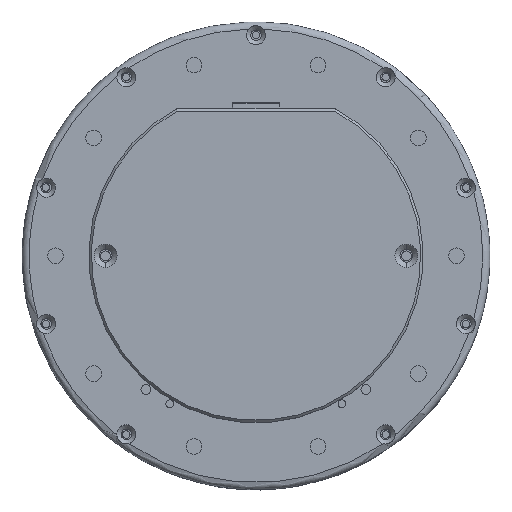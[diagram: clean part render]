
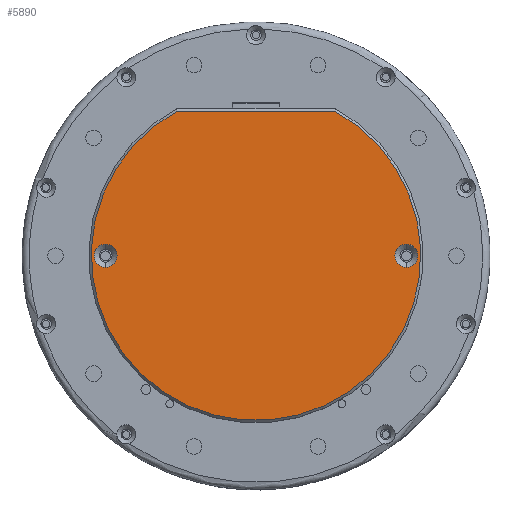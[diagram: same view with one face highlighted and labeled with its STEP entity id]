
A CAD part, top view. The second image highlights one B-rep face of the part: STEP entity #5890.
In plain terms, the highlighted planar face has unit normal (0, 0, 1).
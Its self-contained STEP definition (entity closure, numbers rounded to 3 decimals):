
#4562=PLANE('',#24983);
#5365=FACE_BOUND('',#8626,.T.);
#5366=FACE_BOUND('',#8627,.T.);
#5367=FACE_BOUND('',#8628,.T.);
#5890=ADVANCED_FACE('',(#5365,#5366,#5367),#4562,.F.);
#8626=EDGE_LOOP('',(#12405,#12406));
#8627=EDGE_LOOP('',(#12407,#12408));
#8628=EDGE_LOOP('',(#12409,#12410));
#9919=CIRCLE('',#24926,2.4);
#9921=CIRCLE('',#24929,2.4);
#9944=CIRCLE('',#24976,2.4);
#9945=CIRCLE('',#24978,2.4);
#9946=CIRCLE('',#24981,34.5);
#12405=ORIENTED_EDGE('',*,*,#18448,.T.);
#12406=ORIENTED_EDGE('',*,*,#18446,.T.);
#12407=ORIENTED_EDGE('',*,*,#18520,.T.);
#12408=ORIENTED_EDGE('',*,*,#18519,.T.);
#12409=ORIENTED_EDGE('',*,*,#18516,.F.);
#12410=ORIENTED_EDGE('',*,*,#18514,.F.);
#16428=VERTEX_POINT('',#34585);
#16430=VERTEX_POINT('',#34589);
#16471=VERTEX_POINT('',#34723);
#16472=VERTEX_POINT('',#34725);
#16473=VERTEX_POINT('',#34734);
#16474=VERTEX_POINT('',#34739);
#18446=EDGE_CURVE('',#16428,#16430,#9919,.T.);
#18448=EDGE_CURVE('',#16430,#16428,#9921,.T.);
#18514=EDGE_CURVE('',#16471,#16472,#9944,.T.);
#18516=EDGE_CURVE('',#16472,#16471,#9945,.T.);
#18519=EDGE_CURVE('',#16473,#16474,#20559,.T.);
#18520=EDGE_CURVE('',#16474,#16473,#9946,.T.);
#20559=LINE('',#34740,#22077);
#22077=VECTOR('',#28516,1.);
#24926=AXIS2_PLACEMENT_3D('',#34590,#28364,#28365);
#24929=AXIS2_PLACEMENT_3D('',#34593,#28370,#28371);
#24976=AXIS2_PLACEMENT_3D('',#34724,#28507,#28508);
#24978=AXIS2_PLACEMENT_3D('',#34728,#28512,#28513);
#24981=AXIS2_PLACEMENT_3D('',#34742,#28519,#28520);
#24983=AXIS2_PLACEMENT_3D('',#34744,#28523,#28524);
#28364=DIRECTION('',(0.,0.,-1.));
#28365=DIRECTION('',(-1.,0.,0.));
#28370=DIRECTION('',(0.,0.,-1.));
#28371=DIRECTION('',(-1.,0.,0.));
#28507=DIRECTION('',(0.,0.,1.));
#28508=DIRECTION('',(-1.,0.,0.));
#28512=DIRECTION('',(0.,0.,1.));
#28513=DIRECTION('',(-1.,0.,0.));
#28516=DIRECTION('',(-1.,0.,0.));
#28519=DIRECTION('',(0.,0.,1.));
#28520=DIRECTION('',(-1.,0.,0.));
#28523=DIRECTION('',(0.,0.,-1.));
#28524=DIRECTION('',(0.,-1.,0.));
#34585=CARTESIAN_POINT('',(-31.5,-2.4,41.9));
#34589=CARTESIAN_POINT('',(-31.5,2.4,41.9));
#34590=CARTESIAN_POINT('',(-31.5,0.,41.9));
#34593=CARTESIAN_POINT('',(-31.5,0.,41.9));
#34723=CARTESIAN_POINT('',(31.5,2.4,41.9));
#34724=CARTESIAN_POINT('',(31.5,0.,41.9));
#34725=CARTESIAN_POINT('',(31.5,-2.4,41.9));
#34728=CARTESIAN_POINT('',(31.5,0.,41.9));
#34734=CARTESIAN_POINT('',(16.497,30.3,41.9));
#34739=CARTESIAN_POINT('',(-16.497,30.3,41.9));
#34740=CARTESIAN_POINT('',(0.,30.3,41.9));
#34742=CARTESIAN_POINT('',(0.,0.,41.9));
#34744=CARTESIAN_POINT('',(0.,0.,41.9));
